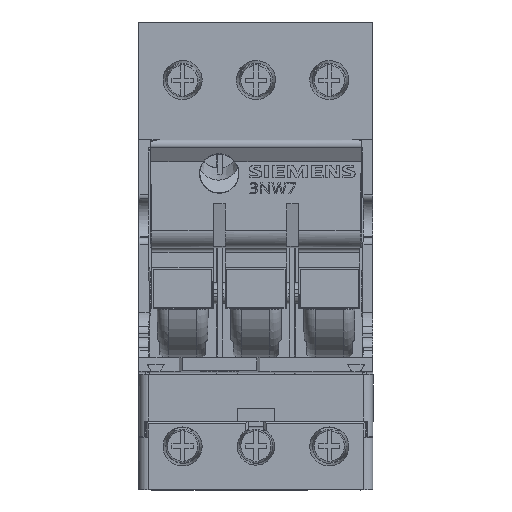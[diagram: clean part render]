
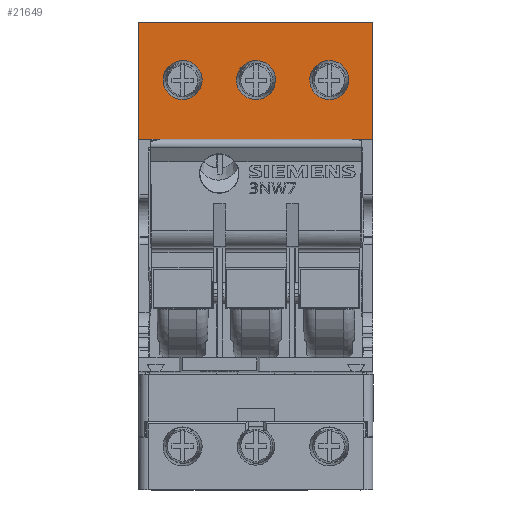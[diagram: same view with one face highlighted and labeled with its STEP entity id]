
A CAD part, top view. The second image highlights one B-rep face of the part: STEP entity #21649.
In plain terms, the highlighted planar face has unit normal (0, 0, 1).
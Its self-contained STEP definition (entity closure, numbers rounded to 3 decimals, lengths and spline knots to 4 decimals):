
#12895=LINE('',#57123,#16574);
#12990=LINE('',#57348,#16669);
#13173=LINE('',#57780,#16852);
#14065=LINE('',#59852,#17744);
#16574=VECTOR('',#48744,1.);
#16669=VECTOR('',#48863,1.);
#16852=VECTOR('',#49198,1.);
#17744=VECTOR('',#50968,1.);
#21035=FACE_BOUND('',#26504,.T.);
#21036=FACE_BOUND('',#26505,.T.);
#21037=FACE_BOUND('',#26506,.T.);
#21038=FACE_BOUND('',#26507,.T.);
#21649=ADVANCED_FACE('',(#21035,#21036,#21037,#21038),#23352,.T.);
#23352=PLANE('',#46606);
#26504=EDGE_LOOP('',(#30752,#30753,#30754,#30755));
#26505=EDGE_LOOP('',(#30756));
#26506=EDGE_LOOP('',(#30757));
#26507=EDGE_LOOP('',(#30758));
#30752=ORIENTED_EDGE('',*,*,#41335,.T.);
#30753=ORIENTED_EDGE('',*,*,#41235,.F.);
#30754=ORIENTED_EDGE('',*,*,#41551,.F.);
#30755=ORIENTED_EDGE('',*,*,#42547,.T.);
#30756=ORIENTED_EDGE('',*,*,#42380,.T.);
#30757=ORIENTED_EDGE('',*,*,#42427,.T.);
#30758=ORIENTED_EDGE('',*,*,#42479,.T.);
#38014=VERTEX_POINT('',#57122);
#38015=VERTEX_POINT('',#57124);
#38099=VERTEX_POINT('',#57349);
#38267=VERTEX_POINT('',#57779);
#38772=VERTEX_POINT('',#59502);
#38800=VERTEX_POINT('',#59603);
#38834=VERTEX_POINT('',#59715);
#41235=EDGE_CURVE('',#38014,#38015,#12895,.T.);
#41335=EDGE_CURVE('',#38099,#38015,#12990,.T.);
#41551=EDGE_CURVE('',#38267,#38014,#13173,.T.);
#42380=EDGE_CURVE('',#38772,#38772,#45778,.T.);
#42427=EDGE_CURVE('',#38800,#38800,#45782,.T.);
#42479=EDGE_CURVE('',#38834,#38834,#45786,.T.);
#42547=EDGE_CURVE('',#38267,#38099,#14065,.T.);
#45778=CIRCLE('',#46524,0.1476);
#45782=CIRCLE('',#46548,0.1476);
#45786=CIRCLE('',#46572,0.1476);
#46524=AXIS2_PLACEMENT_3D('',#59501,#50666,#50667);
#46548=AXIS2_PLACEMENT_3D('',#59602,#50755,#50756);
#46572=AXIS2_PLACEMENT_3D('',#59714,#50849,#50850);
#46606=AXIS2_PLACEMENT_3D('',#59854,#50971,#50972);
#48744=DIRECTION('',(1.,0.,0.));
#48863=DIRECTION('',(0.,1.,0.));
#49198=DIRECTION('',(0.,1.,0.));
#50666=DIRECTION('',(0.,0.,-1.));
#50667=DIRECTION('',(-1.,0.,0.));
#50755=DIRECTION('',(0.,0.,-1.));
#50756=DIRECTION('',(-1.,0.,0.));
#50849=DIRECTION('',(0.,0.,-1.));
#50850=DIRECTION('',(1.,0.,0.));
#50968=DIRECTION('',(1.,0.,0.));
#50971=DIRECTION('',(0.,0.,1.));
#50972=DIRECTION('',(0.,-1.,0.));
#57122=CARTESIAN_POINT('',(0.,3.5394,1.8965));
#57123=CARTESIAN_POINT('',(0.0709,3.5394,1.8965));
#57124=CARTESIAN_POINT('',(1.7717,3.5394,1.8965));
#57348=CARTESIAN_POINT('',(1.7717,1.7697,1.8965));
#57349=CARTESIAN_POINT('',(1.7717,2.6535,1.8965));
#57779=CARTESIAN_POINT('',(0.,2.6535,1.8965));
#57780=CARTESIAN_POINT('',(0.,3.5394,1.8965));
#59501=CARTESIAN_POINT('',(1.4409,3.1004,1.8965));
#59502=CARTESIAN_POINT('',(1.2933,3.1004,1.8965));
#59602=CARTESIAN_POINT('',(0.8858,3.1004,1.8965));
#59603=CARTESIAN_POINT('',(0.7382,3.1004,1.8965));
#59714=CARTESIAN_POINT('',(0.3307,3.1004,1.8965));
#59715=CARTESIAN_POINT('',(0.4783,3.1004,1.8965));
#59852=CARTESIAN_POINT('',(0.0709,2.6535,1.8965));
#59854=CARTESIAN_POINT('',(0.8858,1.7697,1.8965));
